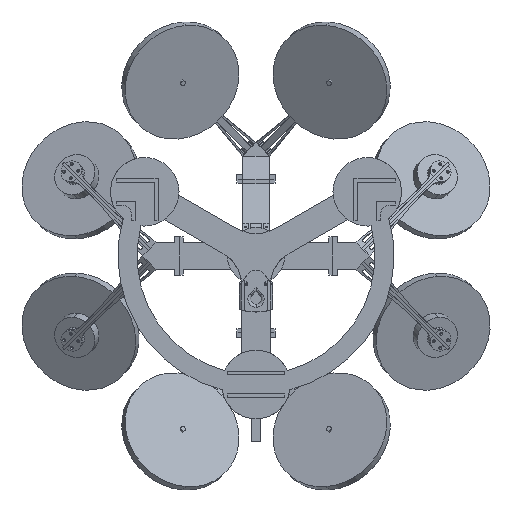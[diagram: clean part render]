
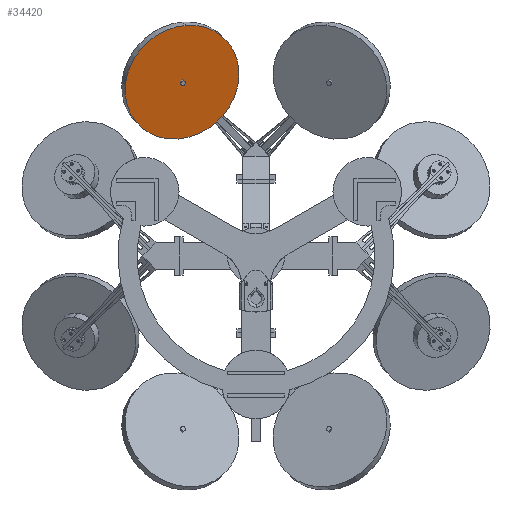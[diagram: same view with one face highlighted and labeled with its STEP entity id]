
A CAD part, front view. The second image highlights one B-rep face of the part: STEP entity #34420.
In plain terms, the highlighted face is planar.
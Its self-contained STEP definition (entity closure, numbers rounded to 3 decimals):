
#1561 = ORIENTED_EDGE ( 'NONE', *, *, #33500, .F. ) ;
#2969 = AXIS2_PLACEMENT_3D ( 'NONE', #4272, #12267, #9613 ) ;
#3640 = DIRECTION ( 'NONE',  ( 0., 0., 1. ) ) ;
#4272 = CARTESIAN_POINT ( 'NONE',  ( 0., 0., 0. ) ) ;
#4573 = ORIENTED_EDGE ( 'NONE', *, *, #34159, .F. ) ;
#5341 = DIRECTION ( 'NONE',  ( 0., 1., 0. ) ) ;
#8854 = VERTEX_POINT ( 'NONE', #21284 ) ;
#9613 = DIRECTION ( 'NONE',  ( 0., 0., 1. ) ) ;
#11993 = EDGE_LOOP ( 'NONE', ( #1561, #4573 ) ) ;
#12267 = DIRECTION ( 'NONE',  ( 0., 1., 0. ) ) ;
#15627 = PLANE ( 'NONE',  #2969 ) ;
#16171 = AXIS2_PLACEMENT_3D ( 'NONE', #30805, #27955, #3640 ) ;
#16887 = CARTESIAN_POINT ( 'NONE',  ( 0., 0., -64. ) ) ;
#18276 = FACE_OUTER_BOUND ( 'NONE', #11993, .T. ) ;
#19384 = AXIS2_PLACEMENT_3D ( 'NONE', #24169, #5341, #32683 ) ;
#21284 = CARTESIAN_POINT ( 'NONE',  ( 0., 0., 64. ) ) ;
#24169 = CARTESIAN_POINT ( 'NONE',  ( 0., 0., 0. ) ) ;
#24696 = CIRCLE ( 'NONE', #16171, 64. ) ;
#24986 = VERTEX_POINT ( 'NONE', #16887 ) ;
#27955 = DIRECTION ( 'NONE',  ( 0., 1., 0. ) ) ;
#30805 = CARTESIAN_POINT ( 'NONE',  ( 0., 0., 0. ) ) ;
#32683 = DIRECTION ( 'NONE',  ( 0., 0., 1. ) ) ;
#33500 = EDGE_CURVE ( 'NONE', #24986, #8854, #24696, .T. ) ;
#33551 = CIRCLE ( 'NONE', #19384, 64. ) ;
#34159 = EDGE_CURVE ( 'NONE', #8854, #24986, #33551, .T. ) ;
#34420 = ADVANCED_FACE ( 'NONE', ( #18276 ), #15627, .F. ) ;
